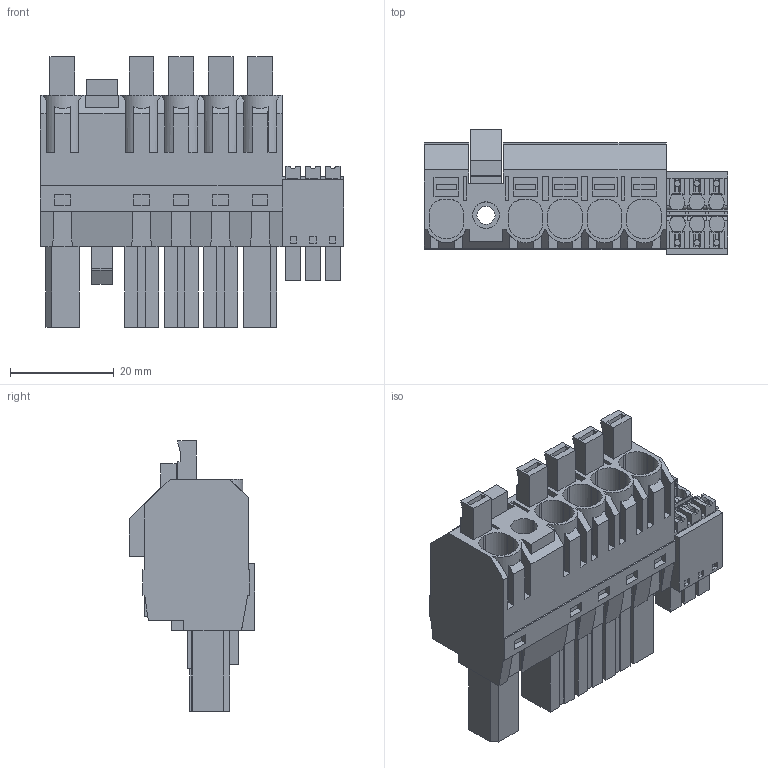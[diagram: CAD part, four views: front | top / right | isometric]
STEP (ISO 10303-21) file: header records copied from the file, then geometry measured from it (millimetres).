
FILE_DESCRIPTION(('CATIA V5 STEP Exchange','CAx-IF Rec.Pracs.--- Model Styling and Organization---1.4--- 2014-01-23'),'2;1');
FILE_NAME ('366817-3_0_2628850000_2628850000.stp','2023-09-07T12:40:47+00:00',('none'),('Weidmueller'),'CATIA Version 5-6 Release 2016 SP3 HF44','CATIA V5 STEP AP214','none');
FILE_SCHEMA(('AUTOMOTIVE_DESIGN { 1 0 10303 214 1 1 1 1 }'));
Length unit declared in the file: millimetre
Products named in the file (1): 2628850000
Bounding box: 58.46 x 24.13 x 52.11 mm (x, y, z)
Volume: 29137.5 mm3; surface area: 15729.2 mm2
Topology: 13 solids, 13 shells, 932 faces, 2586 edges, 1733 vertices
Faces by surface type: plane 849, cylinder 83
Entity records: 28015 total; most frequent: CARTESIAN_POINT 5528, ORIENTED_EDGE 5172, DIRECTION 3698, EDGE_CURVE 2586, VECTOR 2338, LINE 2338, VERTEX_POINT 1733, EDGE_LOOP 999
